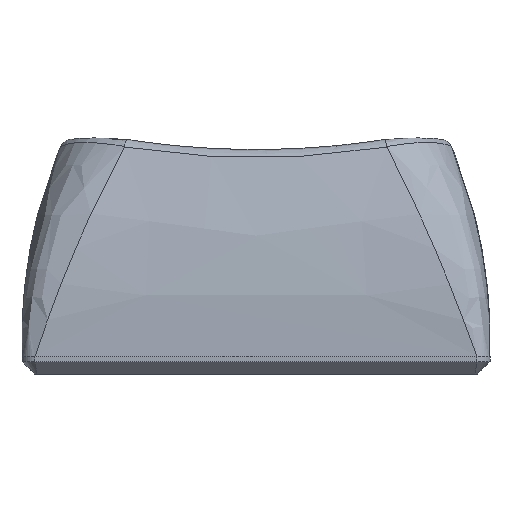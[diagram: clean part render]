
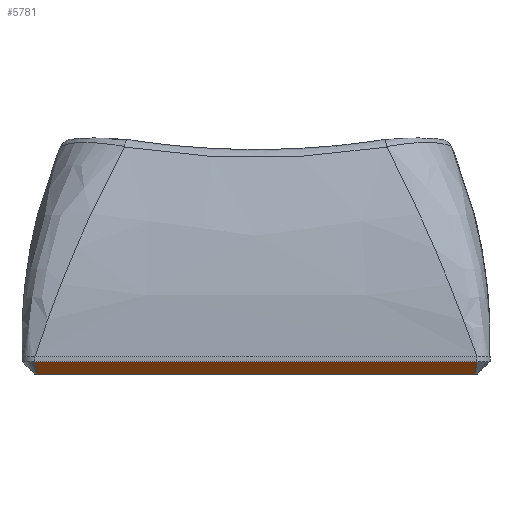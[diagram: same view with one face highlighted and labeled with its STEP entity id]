
A CAD part, front view. The second image highlights one B-rep face of the part: STEP entity #5781.
In plain terms, the highlighted planar face has unit normal (0, -0.707, -0.707).
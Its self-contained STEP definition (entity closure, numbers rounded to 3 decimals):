
#720 = PLANE('',#721);
#721 = AXIS2_PLACEMENT_3D('',#722,#723,#724);
#722 = CARTESIAN_POINT('',(-8.5,-9.,0.672));
#723 = DIRECTION('',(0.,-1.,0.));
#724 = DIRECTION('',(1.,0.,0.));
#1973 = VERTEX_POINT('',#1974);
#1974 = CARTESIAN_POINT('',(-8.5,-9.,0.48));
#2000 = EDGE_CURVE('',#1973,#2001,#2003,.T.);
#2001 = VERTEX_POINT('',#2002);
#2002 = CARTESIAN_POINT('',(8.5,-9.,0.48));
#2003 = SURFACE_CURVE('',#2004,(#2008,#2015),.PCURVE_S1.);
#2004 = LINE('',#2005,#2006);
#2005 = CARTESIAN_POINT('',(-8.5,-9.,0.48));
#2006 = VECTOR('',#2007,1.);
#2007 = DIRECTION('',(1.,0.,0.));
#2008 = PCURVE('',#720,#2009);
#2009 = DEFINITIONAL_REPRESENTATION('',(#2010),#2014);
#2010 = LINE('',#2011,#2012);
#2011 = CARTESIAN_POINT('',(0.,-0.192));
#2012 = VECTOR('',#2013,1.);
#2013 = DIRECTION('',(1.,0.));
#2014 = ( GEOMETRIC_REPRESENTATION_CONTEXT(2) 
PARAMETRIC_REPRESENTATION_CONTEXT() REPRESENTATION_CONTEXT('2D SPACE',''
  ) );
#2015 = PCURVE('',#2016,#2021);
#2016 = PLANE('',#2017);
#2017 = AXIS2_PLACEMENT_3D('',#2018,#2019,#2020);
#2018 = CARTESIAN_POINT('',(-8.5,-8.76,0.24));
#2019 = DIRECTION('',(0.,0.707,0.707)
  );
#2020 = DIRECTION('',(1.,0.,0.));
#2021 = DEFINITIONAL_REPRESENTATION('',(#2022),#2026);
#2022 = LINE('',#2023,#2024);
#2023 = CARTESIAN_POINT('',(0.,-0.339));
#2024 = VECTOR('',#2025,1.);
#2025 = DIRECTION('',(1.,0.));
#2026 = ( GEOMETRIC_REPRESENTATION_CONTEXT(2) 
PARAMETRIC_REPRESENTATION_CONTEXT() REPRESENTATION_CONTEXT('2D SPACE',''
  ) );
#3188 = CONICAL_SURFACE('',#3189,0.7,0.785);
#3189 = AXIS2_PLACEMENT_3D('',#3190,#3191,#3192);
#3190 = CARTESIAN_POINT('',(8.323,-8.323,0.48));
#3191 = DIRECTION('',(-0.,-0.,1.));
#3192 = DIRECTION('',(0.967,-0.253,0.));
#5781 = ADVANCED_FACE('',(#5782),#2016,.F.);
#5782 = FACE_BOUND('',#5783,.F.);
#5783 = EDGE_LOOP('',(#5784,#5819,#5820,#5850));
#5784 = ORIENTED_EDGE('',*,*,#5785,.F.);
#5785 = EDGE_CURVE('',#1973,#5786,#5788,.T.);
#5786 = VERTEX_POINT('',#5787);
#5787 = CARTESIAN_POINT('',(-8.42,-8.52,0.));
#5788 = SURFACE_CURVE('',#5789,(#5794,#5801),.PCURVE_S1.);
#5789 = PARABOLA('',#5790,0.008);
#5790 = AXIS2_PLACEMENT_3D('',#5791,#5792,#5793);
#5791 = CARTESIAN_POINT('',(-8.323,-8.311,
    -0.209));
#5792 = DIRECTION('',(0.,0.707,0.707)
  );
#5793 = DIRECTION('',(0.,-0.707,0.707)
  );
#5794 = PCURVE('',#2016,#5795);
#5795 = DEFINITIONAL_REPRESENTATION('',(#5796),#5800);
#5796 = B_SPLINE_CURVE_WITH_KNOTS('',2,(#5797,#5798,#5799),
  .UNSPECIFIED.,.F.,.F.,(3,3),(-0.177,-0.098),
  .PIECEWISE_BEZIER_KNOTS.);
#5797 = CARTESIAN_POINT('',(0.,-0.339));
#5798 = CARTESIAN_POINT('',(0.04,0.098));
#5799 = CARTESIAN_POINT('',(0.08,0.339));
#5800 = ( GEOMETRIC_REPRESENTATION_CONTEXT(2) 
PARAMETRIC_REPRESENTATION_CONTEXT() REPRESENTATION_CONTEXT('2D SPACE',''
  ) );
#5801 = PCURVE('',#5802,#5807);
#5802 = CONICAL_SURFACE('',#5803,0.7,0.785);
#5803 = AXIS2_PLACEMENT_3D('',#5804,#5805,#5806);
#5804 = CARTESIAN_POINT('',(-8.323,-8.323,0.48));
#5805 = DIRECTION('',(-0.,-0.,1.));
#5806 = DIRECTION('',(-0.253,-0.967,-0.));
#5807 = DEFINITIONAL_REPRESENTATION('',(#5808),#5818);
#5808 = B_SPLINE_CURVE_WITH_KNOTS('',8,(#5809,#5810,#5811,#5812,#5813,
    #5814,#5815,#5816,#5817),.UNSPECIFIED.,.F.,.F.,(9,9),(
    -0.177,-0.098),.PIECEWISE_BEZIER_KNOTS.);
#5809 = CARTESIAN_POINT('',(0.,0.));
#5810 = CARTESIAN_POINT('',(-0.014,-0.077));
#5811 = CARTESIAN_POINT('',(-0.03,-0.15));
#5812 = CARTESIAN_POINT('',(-0.048,-0.217));
#5813 = CARTESIAN_POINT('',(-0.069,-0.28));
#5814 = CARTESIAN_POINT('',(-0.094,-0.337));
#5815 = CARTESIAN_POINT('',(-0.123,-0.39));
#5816 = CARTESIAN_POINT('',(-0.158,-0.437));
#5817 = CARTESIAN_POINT('',(-0.203,-0.48));
#5818 = ( GEOMETRIC_REPRESENTATION_CONTEXT(2) 
PARAMETRIC_REPRESENTATION_CONTEXT() REPRESENTATION_CONTEXT('2D SPACE',''
  ) );
#5819 = ORIENTED_EDGE('',*,*,#2000,.T.);
#5820 = ORIENTED_EDGE('',*,*,#5821,.T.);
#5821 = EDGE_CURVE('',#2001,#5822,#5824,.T.);
#5822 = VERTEX_POINT('',#5823);
#5823 = CARTESIAN_POINT('',(8.42,-8.52,0.));
#5824 = SURFACE_CURVE('',#5825,(#5830,#5837),.PCURVE_S1.);
#5825 = PARABOLA('',#5826,0.008);
#5826 = AXIS2_PLACEMENT_3D('',#5827,#5828,#5829);
#5827 = CARTESIAN_POINT('',(8.323,-8.311,
    -0.209));
#5828 = DIRECTION('',(0.,-0.707,-0.707
    ));
#5829 = DIRECTION('',(0.,-0.707,0.707)
  );
#5830 = PCURVE('',#2016,#5831);
#5831 = DEFINITIONAL_REPRESENTATION('',(#5832),#5836);
#5832 = B_SPLINE_CURVE_WITH_KNOTS('',2,(#5833,#5834,#5835),
  .UNSPECIFIED.,.F.,.F.,(3,3),(-0.177,-0.098),
  .PIECEWISE_BEZIER_KNOTS.);
#5833 = CARTESIAN_POINT('',(17.,-0.339));
#5834 = CARTESIAN_POINT('',(16.96,0.098));
#5835 = CARTESIAN_POINT('',(16.92,0.339));
#5836 = ( GEOMETRIC_REPRESENTATION_CONTEXT(2) 
PARAMETRIC_REPRESENTATION_CONTEXT() REPRESENTATION_CONTEXT('2D SPACE',''
  ) );
#5837 = PCURVE('',#3188,#5838);
#5838 = DEFINITIONAL_REPRESENTATION('',(#5839),#5849);
#5839 = B_SPLINE_CURVE_WITH_KNOTS('',8,(#5840,#5841,#5842,#5843,#5844,
    #5845,#5846,#5847,#5848),.UNSPECIFIED.,.F.,.F.,(9,9),(
    -0.177,-0.098),.PIECEWISE_BEZIER_KNOTS.);
#5840 = CARTESIAN_POINT('',(-1.059,0.));
#5841 = CARTESIAN_POINT('',(-1.045,-0.077));
#5842 = CARTESIAN_POINT('',(-1.029,-0.15));
#5843 = CARTESIAN_POINT('',(-1.01,-0.217));
#5844 = CARTESIAN_POINT('',(-0.99,-0.28));
#5845 = CARTESIAN_POINT('',(-0.965,-0.337));
#5846 = CARTESIAN_POINT('',(-0.936,-0.39));
#5847 = CARTESIAN_POINT('',(-0.901,-0.437));
#5848 = CARTESIAN_POINT('',(-0.856,-0.48));
#5849 = ( GEOMETRIC_REPRESENTATION_CONTEXT(2) 
PARAMETRIC_REPRESENTATION_CONTEXT() REPRESENTATION_CONTEXT('2D SPACE',''
  ) );
#5850 = ORIENTED_EDGE('',*,*,#5851,.F.);
#5851 = EDGE_CURVE('',#5786,#5822,#5852,.T.);
#5852 = SURFACE_CURVE('',#5853,(#5857,#5864),.PCURVE_S1.);
#5853 = LINE('',#5854,#5855);
#5854 = CARTESIAN_POINT('',(-8.5,-8.52,0.));
#5855 = VECTOR('',#5856,1.);
#5856 = DIRECTION('',(1.,0.,0.));
#5857 = PCURVE('',#2016,#5858);
#5858 = DEFINITIONAL_REPRESENTATION('',(#5859),#5863);
#5859 = LINE('',#5860,#5861);
#5860 = CARTESIAN_POINT('',(0.,0.339));
#5861 = VECTOR('',#5862,1.);
#5862 = DIRECTION('',(1.,0.));
#5863 = ( GEOMETRIC_REPRESENTATION_CONTEXT(2) 
PARAMETRIC_REPRESENTATION_CONTEXT() REPRESENTATION_CONTEXT('2D SPACE',''
  ) );
#5864 = PCURVE('',#5865,#5870);
#5865 = PLANE('',#5866);
#5866 = AXIS2_PLACEMENT_3D('',#5867,#5868,#5869);
#5867 = CARTESIAN_POINT('',(8.5,9.,0.));
#5868 = DIRECTION('',(0.,0.,-1.));
#5869 = DIRECTION('',(-1.,0.,0.));
#5870 = DEFINITIONAL_REPRESENTATION('',(#5871),#5875);
#5871 = LINE('',#5872,#5873);
#5872 = CARTESIAN_POINT('',(17.,-17.52));
#5873 = VECTOR('',#5874,1.);
#5874 = DIRECTION('',(-1.,0.));
#5875 = ( GEOMETRIC_REPRESENTATION_CONTEXT(2) 
PARAMETRIC_REPRESENTATION_CONTEXT() REPRESENTATION_CONTEXT('2D SPACE',''
  ) );
